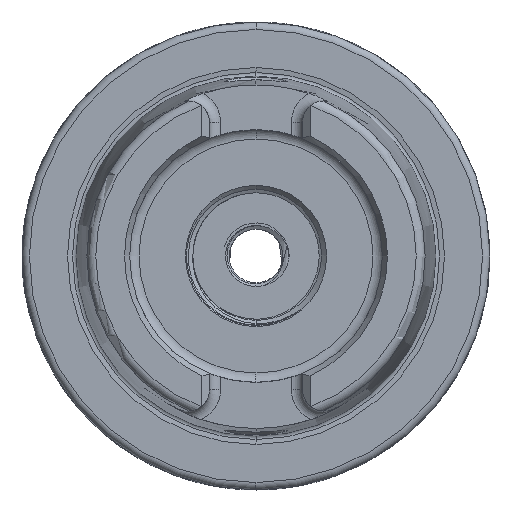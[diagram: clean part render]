
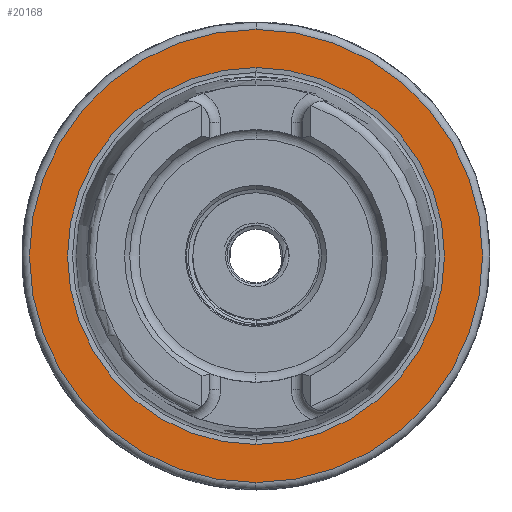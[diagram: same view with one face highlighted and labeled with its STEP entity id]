
A CAD part, left-side view. The second image highlights one B-rep face of the part: STEP entity #20168.
In plain terms, the highlighted planar face has unit normal (-1, 0, 0).
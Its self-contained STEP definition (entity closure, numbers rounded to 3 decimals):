
#1111 = VERTEX_POINT ( 'NONE', #5081 ) ;
#1135 = VERTEX_POINT ( 'NONE', #5703 ) ;
#1156 = VERTEX_POINT ( 'NONE', #5635 ) ;
#1162 = VERTEX_POINT ( 'NONE', #5628 ) ;
#1341 = CIRCLE ( 'NONE', #16041, 25.369 ) ;
#1495 = FACE_BOUND ( 'NONE', #2201, .T. ) ;
#1513 = FACE_OUTER_BOUND ( 'NONE', #5427, .T. ) ;
#1822 = CIRCLE ( 'NONE', #16625, 30.5 ) ;
#1852 = CIRCLE ( 'NONE', #15967, 25.369 ) ;
#1857 = CIRCLE ( 'NONE', #15962, 30.5 ) ;
#2201 = EDGE_LOOP ( 'NONE', ( #19451, #19453 ) ) ;
#5081 = CARTESIAN_POINT ( 'NONE',  ( 0., 0., -25.369 ) ) ;
#5427 = EDGE_LOOP ( 'NONE', ( #19440, #19407 ) ) ;
#5628 = CARTESIAN_POINT ( 'NONE',  ( 0., 0., 25.369 ) ) ;
#5635 = CARTESIAN_POINT ( 'NONE',  ( 0., 0., 30.5 ) ) ;
#5703 = CARTESIAN_POINT ( 'NONE',  ( 0., 0., -30.5 ) ) ;
#9021 = CARTESIAN_POINT ( 'NONE',  ( 0., 0., 0. ) ) ;
#9022 = DIRECTION ( 'NONE',  ( 0., 0., -1. ) ) ;
#9025 = DIRECTION ( 'NONE',  ( 1., 0., 0. ) ) ;
#9216 = DIRECTION ( 'NONE',  ( -1., 0., 0. ) ) ;
#9225 = DIRECTION ( 'NONE',  ( 0., 0., 1. ) ) ;
#9239 = CARTESIAN_POINT ( 'NONE',  ( 0., 0., 0. ) ) ;
#9858 = DIRECTION ( 'NONE',  ( 0., 0., 1. ) ) ;
#9870 = CARTESIAN_POINT ( 'NONE',  ( 0., 0., 0. ) ) ;
#9885 = DIRECTION ( 'NONE',  ( -1., 0., 0. ) ) ;
#11896 = EDGE_CURVE ( 'NONE', #1156, #1135, #1822, .T. ) ;
#11954 = EDGE_CURVE ( 'NONE', #1162, #1111, #1852, .T. ) ;
#13774 = EDGE_CURVE ( 'NONE', #1135, #1156, #1857, .T. ) ;
#14288 = EDGE_CURVE ( 'NONE', #1111, #1162, #1341, .T. ) ;
#15962 = AXIS2_PLACEMENT_3D ( 'NONE', #9239, #9216, #9225 ) ;
#15967 = AXIS2_PLACEMENT_3D ( 'NONE', #9021, #9025, #9022 ) ;
#16041 = AXIS2_PLACEMENT_3D ( 'NONE', #18009, #18040, #18013 ) ;
#16175 = AXIS2_PLACEMENT_3D ( 'NONE', #23339, #23317, #23347 ) ;
#16625 = AXIS2_PLACEMENT_3D ( 'NONE', #9870, #9885, #9858 ) ;
#18009 = CARTESIAN_POINT ( 'NONE',  ( 0., 0., 0. ) ) ;
#18013 = DIRECTION ( 'NONE',  ( 0., 0., -1. ) ) ;
#18040 = DIRECTION ( 'NONE',  ( 1., 0., 0. ) ) ;
#19407 = ORIENTED_EDGE ( 'NONE', *, *, #13774, .T. ) ;
#19440 = ORIENTED_EDGE ( 'NONE', *, *, #11896, .T. ) ;
#19451 = ORIENTED_EDGE ( 'NONE', *, *, #11954, .T. ) ;
#19453 = ORIENTED_EDGE ( 'NONE', *, *, #14288, .T. ) ;
#20168 = ADVANCED_FACE ( 'NONE', ( #1513, #1495 ), #23352, .T. ) ;
#23317 = DIRECTION ( 'NONE',  ( -1., 0., 0. ) ) ;
#23339 = CARTESIAN_POINT ( 'NONE',  ( 0., 25.369, 0. ) ) ;
#23347 = DIRECTION ( 'NONE',  ( 0., 0., 1. ) ) ;
#23352 = PLANE ( 'NONE',  #16175 ) ;
